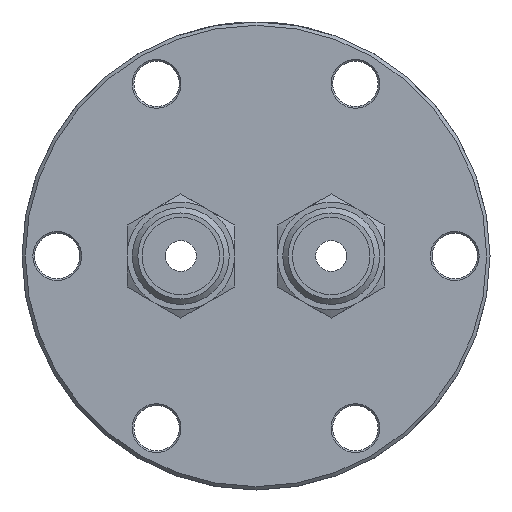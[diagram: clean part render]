
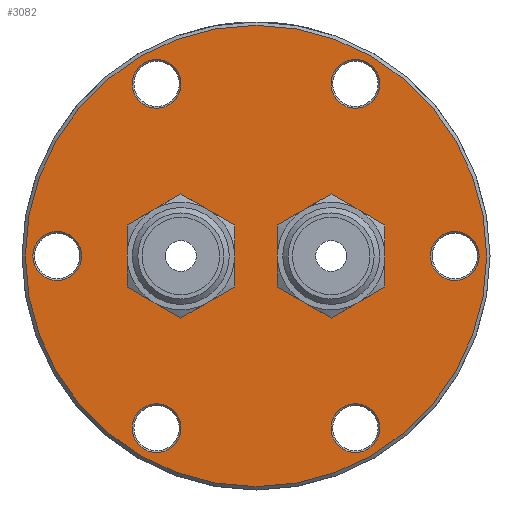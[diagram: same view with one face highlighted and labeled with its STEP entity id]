
A CAD part, left-side view. The second image highlights one B-rep face of the part: STEP entity #3082.
In plain terms, the highlighted face is planar.
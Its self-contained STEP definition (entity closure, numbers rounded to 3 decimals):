
#333=FACE_BOUND('',#657,.T.);
#334=FACE_BOUND('',#658,.T.);
#335=FACE_BOUND('',#659,.T.);
#336=FACE_BOUND('',#660,.T.);
#337=FACE_BOUND('',#661,.T.);
#338=FACE_BOUND('',#662,.T.);
#339=FACE_BOUND('',#663,.T.);
#340=FACE_BOUND('',#664,.T.);
#373=PLANE('',#3459);
#476=FACE_OUTER_BOUND('',#656,.T.);
#656=EDGE_LOOP('',(#2134));
#657=EDGE_LOOP('',(#2135));
#658=EDGE_LOOP('',(#2136));
#659=EDGE_LOOP('',(#2137));
#660=EDGE_LOOP('',(#2138));
#661=EDGE_LOOP('',(#2139));
#662=EDGE_LOOP('',(#2140));
#663=EDGE_LOOP('',(#2141));
#664=EDGE_LOOP('',(#2142));
#1199=CIRCLE('',#3450,6.35);
#1201=CIRCLE('',#3453,6.35);
#1205=CIRCLE('',#3458,34.05);
#1206=CIRCLE('',#3460,3.6);
#1207=CIRCLE('',#3461,3.6);
#1208=CIRCLE('',#3462,3.6);
#1209=CIRCLE('',#3463,3.6);
#1210=CIRCLE('',#3464,3.6);
#1211=CIRCLE('',#3465,3.6);
#1355=VERTEX_POINT('',#4660);
#1357=VERTEX_POINT('',#4666);
#1361=VERTEX_POINT('',#4676);
#1362=VERTEX_POINT('',#4680);
#1363=VERTEX_POINT('',#4682);
#1364=VERTEX_POINT('',#4684);
#1365=VERTEX_POINT('',#4686);
#1366=VERTEX_POINT('',#4688);
#1367=VERTEX_POINT('',#4690);
#1661=EDGE_CURVE('',#1355,#1355,#1199,.T.);
#1664=EDGE_CURVE('',#1357,#1357,#1201,.T.);
#1670=EDGE_CURVE('',#1361,#1361,#1205,.T.);
#1671=EDGE_CURVE('',#1362,#1362,#1206,.T.);
#1672=EDGE_CURVE('',#1363,#1363,#1207,.T.);
#1673=EDGE_CURVE('',#1364,#1364,#1208,.T.);
#1674=EDGE_CURVE('',#1365,#1365,#1209,.T.);
#1675=EDGE_CURVE('',#1366,#1366,#1210,.T.);
#1676=EDGE_CURVE('',#1367,#1367,#1211,.T.);
#2134=ORIENTED_EDGE('',*,*,#1670,.F.);
#2135=ORIENTED_EDGE('',*,*,#1661,.T.);
#2136=ORIENTED_EDGE('',*,*,#1664,.T.);
#2137=ORIENTED_EDGE('',*,*,#1671,.F.);
#2138=ORIENTED_EDGE('',*,*,#1672,.F.);
#2139=ORIENTED_EDGE('',*,*,#1673,.F.);
#2140=ORIENTED_EDGE('',*,*,#1674,.F.);
#2141=ORIENTED_EDGE('',*,*,#1675,.F.);
#2142=ORIENTED_EDGE('',*,*,#1676,.F.);
#3082=ADVANCED_FACE('',(#476,#333,#334,#335,#336,#337,#338,#339,#340),#373,
 .T.);
#3450=AXIS2_PLACEMENT_3D('',#4661,#3803,#3804);
#3453=AXIS2_PLACEMENT_3D('',#4667,#3810,#3811);
#3458=AXIS2_PLACEMENT_3D('',#4678,#3822,#3823);
#3459=AXIS2_PLACEMENT_3D('',#4679,#3824,#3825);
#3460=AXIS2_PLACEMENT_3D('',#4681,#3826,#3827);
#3461=AXIS2_PLACEMENT_3D('',#4683,#3828,#3829);
#3462=AXIS2_PLACEMENT_3D('',#4685,#3830,#3831);
#3463=AXIS2_PLACEMENT_3D('',#4687,#3832,#3833);
#3464=AXIS2_PLACEMENT_3D('',#4689,#3834,#3835);
#3465=AXIS2_PLACEMENT_3D('',#4691,#3836,#3837);
#3803=DIRECTION('center_axis',(0.,1.,0.));
#3804=DIRECTION('ref_axis',(1.,0.,0.));
#3810=DIRECTION('center_axis',(0.,1.,0.));
#3811=DIRECTION('ref_axis',(1.,0.,0.));
#3822=DIRECTION('center_axis',(0.,1.,0.));
#3823=DIRECTION('ref_axis',(1.,0.,0.));
#3824=DIRECTION('center_axis',(0.,-1.,0.));
#3825=DIRECTION('ref_axis',(0.,0.,-1.));
#3826=DIRECTION('center_axis',(0.,-1.,0.));
#3827=DIRECTION('ref_axis',(0.5,0.,0.866));
#3828=DIRECTION('center_axis',(0.,-1.,0.));
#3829=DIRECTION('ref_axis',(-1.,0.,0.));
#3830=DIRECTION('center_axis',(0.,-1.,0.));
#3831=DIRECTION('ref_axis',(0.5,0.,-0.866));
#3832=DIRECTION('center_axis',(0.,-1.,0.));
#3833=DIRECTION('ref_axis',(1.,0.,0.));
#3834=DIRECTION('center_axis',(0.,-1.,0.));
#3835=DIRECTION('ref_axis',(-0.5,0.,-0.866));
#3836=DIRECTION('center_axis',(0.,-1.,0.));
#3837=DIRECTION('ref_axis',(-0.5,0.,0.866));
#4660=CARTESIAN_POINT('',(-6.35,0.,-11.1));
#4661=CARTESIAN_POINT('Origin',(0.,0.,-11.1));
#4666=CARTESIAN_POINT('',(-6.35,0.,11.1));
#4667=CARTESIAN_POINT('Origin',(0.,0.,11.1));
#4676=CARTESIAN_POINT('',(-34.05,0.,0.));
#4678=CARTESIAN_POINT('Origin',(0.,0.,0.));
#4679=CARTESIAN_POINT('Origin',(-34.55,0.,0.));
#4680=CARTESIAN_POINT('',(23.618,0.,-17.793));
#4681=CARTESIAN_POINT('Origin',(25.418,0.,-14.675));
#4682=CARTESIAN_POINT('',(3.6,0.,29.35));
#4683=CARTESIAN_POINT('Origin',(0.,0.,29.35));
#4684=CARTESIAN_POINT('',(-27.218,0.,-11.557));
#4685=CARTESIAN_POINT('Origin',(-25.418,0.,-14.675));
#4686=CARTESIAN_POINT('',(-3.6,0.,-29.35));
#4687=CARTESIAN_POINT('Origin',(0.,0.,-29.35));
#4688=CARTESIAN_POINT('',(-23.618,0.,17.793));
#4689=CARTESIAN_POINT('Origin',(-25.418,0.,14.675));
#4690=CARTESIAN_POINT('',(27.218,0.,11.557));
#4691=CARTESIAN_POINT('Origin',(25.418,0.,14.675));
